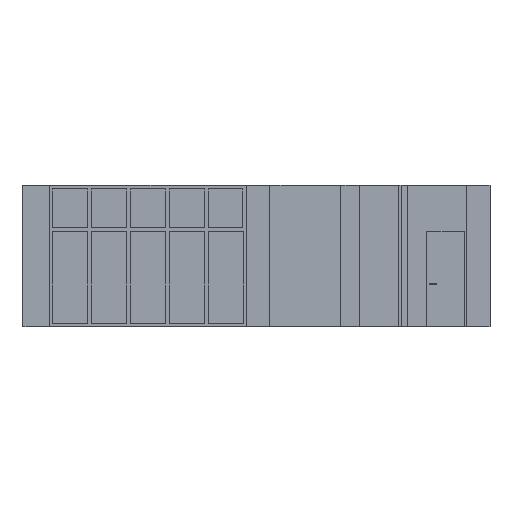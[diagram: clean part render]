
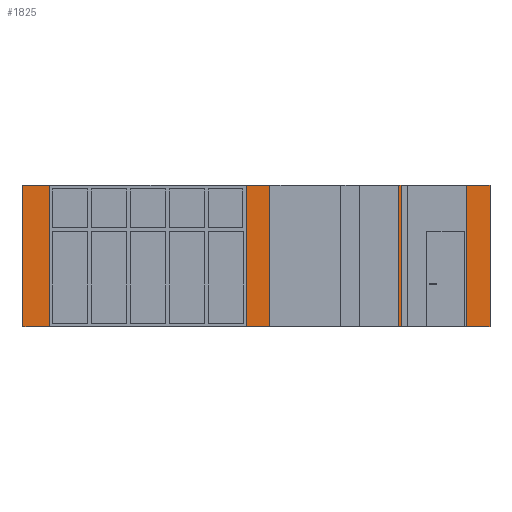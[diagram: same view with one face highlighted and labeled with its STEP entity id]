
A CAD part, front view. The second image highlights one B-rep face of the part: STEP entity #1825.
In plain terms, the highlighted planar face has unit normal (0, -1, 0).
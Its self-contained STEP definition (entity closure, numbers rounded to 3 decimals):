
#1702=AXIS2_PLACEMENT_3D('Plane Axis2P3D',#1699,#1700,#1701) ;
#434=CARTESIAN_POINT('Vertex',(3640.,-5900.,0.)) ;
#437=CARTESIAN_POINT('Line Origine',(4470.,-5900.,0.)) ;
#441=CARTESIAN_POINT('Vertex',(5300.,-5900.,0.)) ;
#949=CARTESIAN_POINT('Line Origine',(-5900.,-5900.,-5.)) ;
#953=CARTESIAN_POINT('Vertex',(-5900.,-5900.,0.)) ;
#955=CARTESIAN_POINT('Vertex',(-5900.,-5900.,-10.)) ;
#1679=CARTESIAN_POINT('Line Origine',(3640.,-5900.,1800.)) ;
#1683=CARTESIAN_POINT('Vertex',(3640.,-5900.,3600.)) ;
#1699=CARTESIAN_POINT('Axis2P3D Location',(300.,-5900.,0.)) ;
#1704=CARTESIAN_POINT('Line Origine',(5900.,-5900.,1795.)) ;
#1708=CARTESIAN_POINT('Vertex',(5900.,-5900.,-10.)) ;
#1710=CARTESIAN_POINT('Vertex',(5900.,-5900.,3600.)) ;
#1713=CARTESIAN_POINT('Line Origine',(5600.,-5900.,3600.)) ;
#1717=CARTESIAN_POINT('Vertex',(5300.,-5900.,3600.)) ;
#1720=CARTESIAN_POINT('Line Origine',(5300.,-5900.,1800.)) ;
#1725=CARTESIAN_POINT('Line Origine',(3605.,-5900.,3600.)) ;
#1729=CARTESIAN_POINT('Vertex',(3570.,-5900.,3600.)) ;
#1732=CARTESIAN_POINT('Line Origine',(3570.,-5900.,1800.)) ;
#1736=CARTESIAN_POINT('Vertex',(3570.,-5900.,0.)) ;
#1739=CARTESIAN_POINT('Line Origine',(1935.,-5900.,0.)) ;
#1743=CARTESIAN_POINT('Vertex',(300.,-5900.,0.)) ;
#1746=CARTESIAN_POINT('Line Origine',(300.,-5900.,1800.)) ;
#1750=CARTESIAN_POINT('Vertex',(300.,-5900.,3600.)) ;
#1753=CARTESIAN_POINT('Line Origine',(0.,-5900.,3600.)) ;
#1757=CARTESIAN_POINT('Vertex',(-300.,-5900.,3600.)) ;
#1760=CARTESIAN_POINT('Line Origine',(-300.,-5900.,1800.)) ;
#1764=CARTESIAN_POINT('Vertex',(-300.,-5900.,0.)) ;
#1767=CARTESIAN_POINT('Line Origine',(-2800.,-5900.,0.)) ;
#1771=CARTESIAN_POINT('Vertex',(-5300.,-5900.,0.)) ;
#1774=CARTESIAN_POINT('Line Origine',(-5300.,-5900.,1800.)) ;
#1778=CARTESIAN_POINT('Vertex',(-5300.,-5900.,3600.)) ;
#1781=CARTESIAN_POINT('Line Origine',(-5650.,-5900.,3600.)) ;
#1785=CARTESIAN_POINT('Vertex',(-6000.,-5900.,3600.)) ;
#1788=CARTESIAN_POINT('Line Origine',(-6000.,-5900.,1800.)) ;
#1792=CARTESIAN_POINT('Vertex',(-6000.,-5900.,0.)) ;
#1795=CARTESIAN_POINT('Line Origine',(-5950.,-5900.,0.)) ;
#1800=CARTESIAN_POINT('Line Origine',(0.,-5900.,-10.)) ;
#438=DIRECTION('Vector Direction',(1.,0.,0.)) ;
#950=DIRECTION('Vector Direction',(0.,0.,-1.)) ;
#1680=DIRECTION('Vector Direction',(0.,0.,1.)) ;
#1700=DIRECTION('Axis2P3D Direction',(0.,1.,-0.)) ;
#1701=DIRECTION('Axis2P3D XDirection',(-1.,0.,0.)) ;
#1705=DIRECTION('Vector Direction',(0.,0.,1.)) ;
#1714=DIRECTION('Vector Direction',(-1.,0.,0.)) ;
#1721=DIRECTION('Vector Direction',(0.,0.,1.)) ;
#1726=DIRECTION('Vector Direction',(1.,0.,0.)) ;
#1733=DIRECTION('Vector Direction',(0.,0.,1.)) ;
#1740=DIRECTION('Vector Direction',(1.,0.,0.)) ;
#1747=DIRECTION('Vector Direction',(0.,0.,1.)) ;
#1754=DIRECTION('Vector Direction',(-1.,0.,0.)) ;
#1761=DIRECTION('Vector Direction',(0.,0.,1.)) ;
#1768=DIRECTION('Vector Direction',(1.,0.,0.)) ;
#1775=DIRECTION('Vector Direction',(0.,0.,1.)) ;
#1782=DIRECTION('Vector Direction',(-1.,0.,0.)) ;
#1789=DIRECTION('Vector Direction',(0.,0.,1.)) ;
#1796=DIRECTION('Vector Direction',(-1.,0.,0.)) ;
#1801=DIRECTION('Vector Direction',(1.,0.,0.)) ;
#439=VECTOR('Line Direction',#438,1.) ;
#951=VECTOR('Line Direction',#950,1.) ;
#1681=VECTOR('Line Direction',#1680,1.) ;
#1706=VECTOR('Line Direction',#1705,1.) ;
#1715=VECTOR('Line Direction',#1714,1.) ;
#1722=VECTOR('Line Direction',#1721,1.) ;
#1727=VECTOR('Line Direction',#1726,1.) ;
#1734=VECTOR('Line Direction',#1733,1.) ;
#1741=VECTOR('Line Direction',#1740,1.) ;
#1748=VECTOR('Line Direction',#1747,1.) ;
#1755=VECTOR('Line Direction',#1754,1.) ;
#1762=VECTOR('Line Direction',#1761,1.) ;
#1769=VECTOR('Line Direction',#1768,1.) ;
#1776=VECTOR('Line Direction',#1775,1.) ;
#1783=VECTOR('Line Direction',#1782,1.) ;
#1790=VECTOR('Line Direction',#1789,1.) ;
#1797=VECTOR('Line Direction',#1796,1.) ;
#1802=VECTOR('Line Direction',#1801,1.) ;
#1806=ORIENTED_EDGE('',*,*,#1712,.T.) ;
#1807=ORIENTED_EDGE('',*,*,#1719,.F.) ;
#1808=ORIENTED_EDGE('',*,*,#1724,.F.) ;
#1809=ORIENTED_EDGE('',*,*,#443,.T.) ;
#1810=ORIENTED_EDGE('',*,*,#1685,.T.) ;
#1811=ORIENTED_EDGE('',*,*,#1731,.F.) ;
#1812=ORIENTED_EDGE('',*,*,#1738,.F.) ;
#1813=ORIENTED_EDGE('',*,*,#1745,.T.) ;
#1814=ORIENTED_EDGE('',*,*,#1752,.T.) ;
#1815=ORIENTED_EDGE('',*,*,#1759,.F.) ;
#1816=ORIENTED_EDGE('',*,*,#1766,.F.) ;
#1817=ORIENTED_EDGE('',*,*,#1773,.T.) ;
#1818=ORIENTED_EDGE('',*,*,#1780,.T.) ;
#1819=ORIENTED_EDGE('',*,*,#1787,.F.) ;
#1820=ORIENTED_EDGE('',*,*,#1794,.F.) ;
#1821=ORIENTED_EDGE('',*,*,#1799,.T.) ;
#1822=ORIENTED_EDGE('',*,*,#957,.T.) ;
#1823=ORIENTED_EDGE('',*,*,#1804,.F.) ;
#1825=ADVANCED_FACE('PartBody',(#1824),#1703,.F.) ;
#443=EDGE_CURVE('',#442,#435,#440,.F.) ;
#957=EDGE_CURVE('',#954,#956,#952,.T.) ;
#1685=EDGE_CURVE('',#435,#1684,#1682,.T.) ;
#1712=EDGE_CURVE('',#1709,#1711,#1707,.T.) ;
#1719=EDGE_CURVE('',#1718,#1711,#1716,.F.) ;
#1724=EDGE_CURVE('',#442,#1718,#1723,.T.) ;
#1731=EDGE_CURVE('',#1730,#1684,#1728,.T.) ;
#1738=EDGE_CURVE('',#1737,#1730,#1735,.T.) ;
#1745=EDGE_CURVE('',#1737,#1744,#1742,.F.) ;
#1752=EDGE_CURVE('',#1744,#1751,#1749,.T.) ;
#1759=EDGE_CURVE('',#1758,#1751,#1756,.F.) ;
#1766=EDGE_CURVE('',#1765,#1758,#1763,.T.) ;
#1773=EDGE_CURVE('',#1765,#1772,#1770,.F.) ;
#1780=EDGE_CURVE('',#1772,#1779,#1777,.T.) ;
#1787=EDGE_CURVE('',#1786,#1779,#1784,.F.) ;
#1794=EDGE_CURVE('',#1793,#1786,#1791,.T.) ;
#1799=EDGE_CURVE('',#1793,#954,#1798,.F.) ;
#1804=EDGE_CURVE('',#1709,#956,#1803,.F.) ;
#1805=EDGE_LOOP('',(#1806,#1807,#1808,#1809,#1810,#1811,#1812,#1813,#1814,#1815,#1816,#1817,#1818,#1819,#1820,#1821,#1822,#1823)) ;
#1824=FACE_OUTER_BOUND('',#1805,.T.) ;
#440=LINE('Line',#437,#439) ;
#952=LINE('Line',#949,#951) ;
#1682=LINE('Line',#1679,#1681) ;
#1707=LINE('Line',#1704,#1706) ;
#1716=LINE('Line',#1713,#1715) ;
#1723=LINE('Line',#1720,#1722) ;
#1728=LINE('Line',#1725,#1727) ;
#1735=LINE('Line',#1732,#1734) ;
#1742=LINE('Line',#1739,#1741) ;
#1749=LINE('Line',#1746,#1748) ;
#1756=LINE('Line',#1753,#1755) ;
#1763=LINE('Line',#1760,#1762) ;
#1770=LINE('Line',#1767,#1769) ;
#1777=LINE('Line',#1774,#1776) ;
#1784=LINE('Line',#1781,#1783) ;
#1791=LINE('Line',#1788,#1790) ;
#1798=LINE('Line',#1795,#1797) ;
#1803=LINE('Line',#1800,#1802) ;
#1703=PLANE('',#1702) ;
#435=VERTEX_POINT('',#434) ;
#442=VERTEX_POINT('',#441) ;
#954=VERTEX_POINT('',#953) ;
#956=VERTEX_POINT('',#955) ;
#1684=VERTEX_POINT('',#1683) ;
#1709=VERTEX_POINT('',#1708) ;
#1711=VERTEX_POINT('',#1710) ;
#1718=VERTEX_POINT('',#1717) ;
#1730=VERTEX_POINT('',#1729) ;
#1737=VERTEX_POINT('',#1736) ;
#1744=VERTEX_POINT('',#1743) ;
#1751=VERTEX_POINT('',#1750) ;
#1758=VERTEX_POINT('',#1757) ;
#1765=VERTEX_POINT('',#1764) ;
#1772=VERTEX_POINT('',#1771) ;
#1779=VERTEX_POINT('',#1778) ;
#1786=VERTEX_POINT('',#1785) ;
#1793=VERTEX_POINT('',#1792) ;
